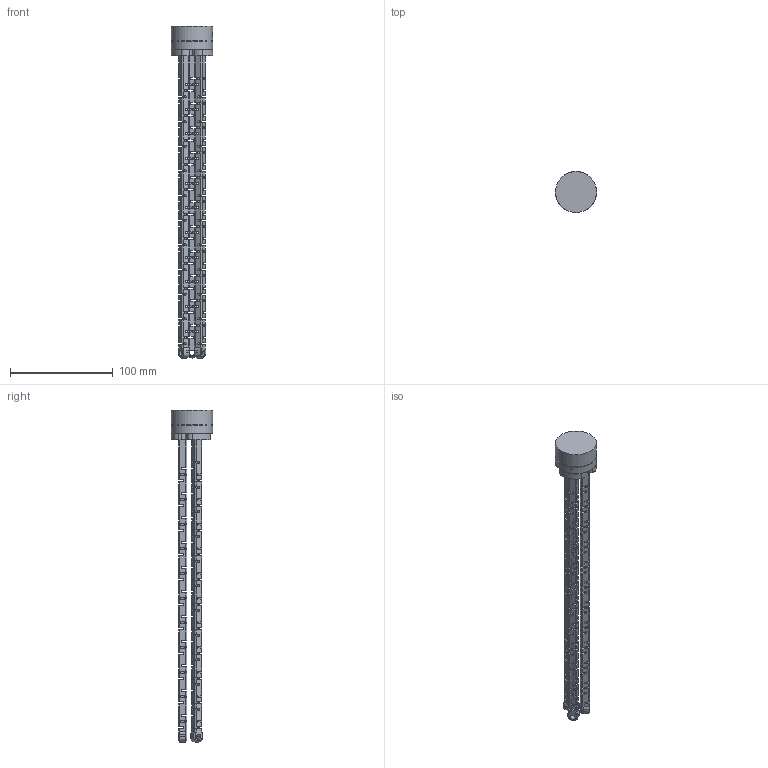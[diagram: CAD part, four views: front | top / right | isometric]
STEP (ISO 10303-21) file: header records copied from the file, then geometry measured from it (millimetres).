
FILE_DESCRIPTION(/* description */ (''),/* implementation_level */ '2;1');
FILE_NAME(/* name */ 'FlexPod.step',/* time_stamp */ '2025-11-13T12:43:14-05:00',/* author */ (''),/* organization */ (''),/* preprocessor_version */ 'ST-DEVELOPER v20.1',/* originating_system */ 'Autodesk Translation Framework v14.21.0.0',/* authorisation */ '');
FILE_SCHEMA (('AUTOMOTIVE_DESIGN { 1 0 10303 214 3 1 1 }'));
Length unit declared in the file: millimetre
Products named in the file (4): FlexPod; Base; Base 2; FlexPod Leg
Assembly tree (5 placements, depth 2):
  FlexPod
    Base
    FlexPod Leg  x3
    Base 2
Bounding box: 40 x 40 x 323 mm (x, y, z)
Volume: 55568.7 mm3; surface area: 54014.3 mm2
Topology: 5 solids, 5 shells, 1809 faces, 6080 edges, 4027 vertices
Faces by surface type: plane 1634, cylinder 134, cone 41
Full cylindrical faces by diameter (mm): 3.5 x9, 5.2 x3, 5.3 x2, 5.5 x1, 40 x2
Entity records: 24242 total; most frequent: ORIENTED_EDGE 4420, CARTESIAN_POINT 4405, DIRECTION 3780, EDGE_CURVE 2210, LINE 1964, VECTOR 1964, VERTEX_POINT 1463, AXIS2_PLACEMENT_3D 908
